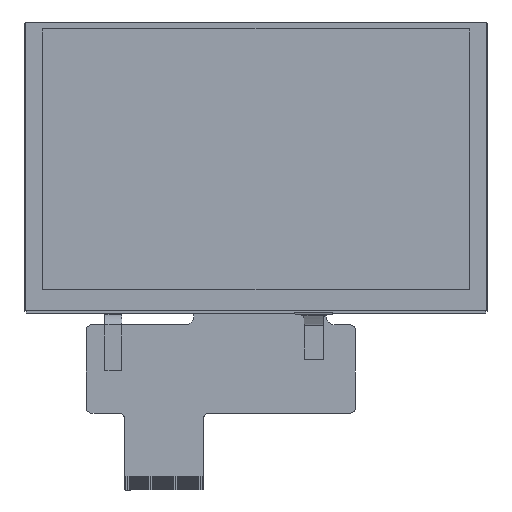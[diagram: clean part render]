
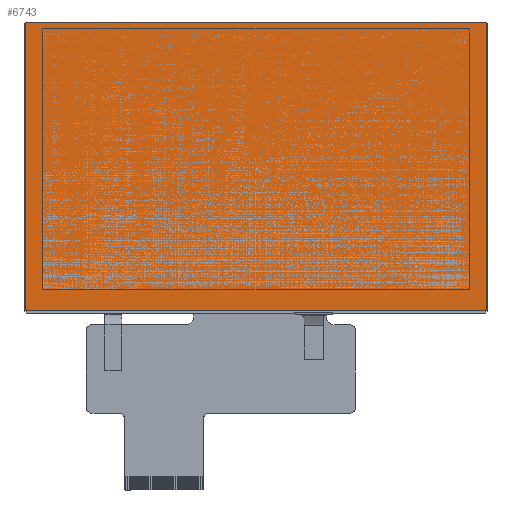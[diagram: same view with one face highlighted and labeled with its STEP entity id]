
A CAD part, top view. The second image highlights one B-rep face of the part: STEP entity #6743.
In plain terms, the highlighted planar face has unit normal (0, 0, 1).
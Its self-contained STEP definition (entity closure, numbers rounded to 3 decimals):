
#27 = VERTEX_POINT ( 'NONE', #395 ) ;
#391 = LINE ( 'NONE', #3239, #1694 ) ;
#395 = CARTESIAN_POINT ( 'NONE',  ( 4341.031, 943.399, 4.3 ) ) ;
#570 = EDGE_CURVE ( 'NONE', #7274, #3863, #391, .T. ) ;
#810 = CARTESIAN_POINT ( 'NONE',  ( 4341.031, 0., 4.3 ) ) ;
#866 = LINE ( 'NONE', #810, #7108 ) ;
#1001 = DIRECTION ( 'NONE',  ( 0., -1., 0. ) ) ;
#1024 = CARTESIAN_POINT ( 'NONE',  ( 4461.131, 0., 4.3 ) ) ;
#1566 = EDGE_CURVE ( 'NONE', #27, #7274, #866, .T. ) ;
#1672 = ORIENTED_EDGE ( 'NONE', *, *, #1566, .T. ) ;
#1694 = VECTOR ( 'NONE', #2142, 1000. ) ;
#1846 = LINE ( 'NONE', #7167, #3289 ) ;
#1990 = ORIENTED_EDGE ( 'NONE', *, *, #570, .T. ) ;
#2142 = DIRECTION ( 'NONE',  ( 1., 0., 0. ) ) ;
#2157 = CARTESIAN_POINT ( 'NONE',  ( 4461.131, 868.199, 4.3 ) ) ;
#2213 = CARTESIAN_POINT ( 'NONE',  ( 4341.031, 868.199, 4.3 ) ) ;
#2259 = CARTESIAN_POINT ( 'NONE',  ( 0., 0., 4.3 ) ) ;
#2273 = ORIENTED_EDGE ( 'NONE', *, *, #6788, .T. ) ;
#2389 = FACE_OUTER_BOUND ( 'NONE', #3054, .T. ) ;
#2894 = DIRECTION ( 'NONE',  ( 0., 0., 1. ) ) ;
#3054 = EDGE_LOOP ( 'NONE', ( #5594, #1672, #1990, #2273 ) ) ;
#3239 = CARTESIAN_POINT ( 'NONE',  ( 0., 868.199, 4.3 ) ) ;
#3289 = VECTOR ( 'NONE', #4711, 1000. ) ;
#3656 = VECTOR ( 'NONE', #7262, 1000. ) ;
#3849 = LINE ( 'NONE', #1024, #3656 ) ;
#3863 = VERTEX_POINT ( 'NONE', #2157 ) ;
#4711 = DIRECTION ( 'NONE',  ( 1., 0., 0. ) ) ;
#4763 = PLANE ( 'NONE',  #6901 ) ;
#5167 = EDGE_CURVE ( 'NONE', #27, #7092, #1846, .T. ) ;
#5594 = ORIENTED_EDGE ( 'NONE', *, *, #5167, .F. ) ;
#6743 = ADVANCED_FACE ( 'NONE', ( #2389 ), #4763, .T. ) ;
#6788 = EDGE_CURVE ( 'NONE', #3863, #7092, #3849, .T. ) ;
#6901 = AXIS2_PLACEMENT_3D ( 'NONE', #2259, #2894, #7227 ) ;
#7092 = VERTEX_POINT ( 'NONE', #7581 ) ;
#7108 = VECTOR ( 'NONE', #1001, 1000. ) ;
#7167 = CARTESIAN_POINT ( 'NONE',  ( 4460.931, 943.399, 4.3 ) ) ;
#7227 = DIRECTION ( 'NONE',  ( 1., 0., 0. ) ) ;
#7262 = DIRECTION ( 'NONE',  ( 0., 1., 0. ) ) ;
#7274 = VERTEX_POINT ( 'NONE', #2213 ) ;
#7581 = CARTESIAN_POINT ( 'NONE',  ( 4461.131, 943.399, 4.3 ) ) ;
